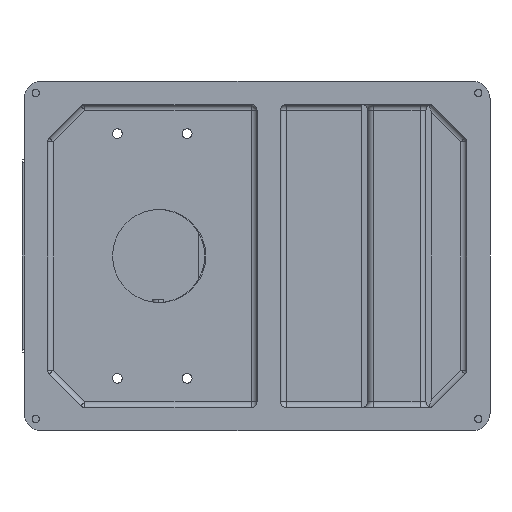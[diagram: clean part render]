
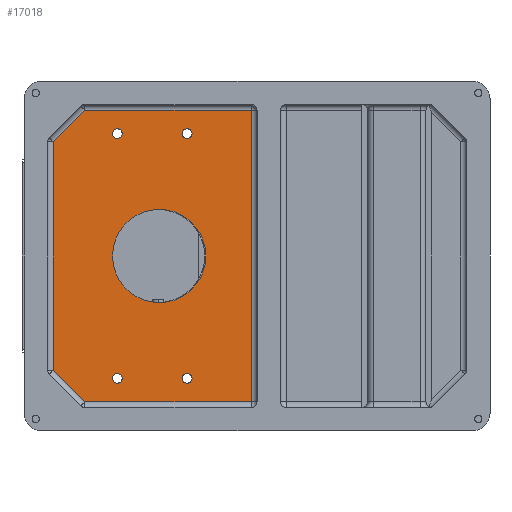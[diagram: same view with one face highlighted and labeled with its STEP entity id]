
A CAD part, front view. The second image highlights one B-rep face of the part: STEP entity #17018.
In plain terms, the highlighted planar face has unit normal (0, -1, 0).
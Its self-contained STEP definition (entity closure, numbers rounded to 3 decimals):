
#760 = VERTEX_POINT ( 'NONE', #54791 ) ;
#2190 = ORIENTED_EDGE ( 'NONE', *, *, #71818, .T. ) ;
#2711 = CARTESIAN_POINT ( 'NONE',  ( -43.133, 307.084, 515.053 ) ) ;
#3959 = DIRECTION ( 'NONE',  ( 0., -1., 0. ) ) ;
#4181 = AXIS2_PLACEMENT_3D ( 'NONE', #68382, #34011, #74139 ) ;
#4392 = CIRCLE ( 'NONE', #52117, 5.358 ) ;
#5226 = CARTESIAN_POINT ( 'NONE',  ( -44.993, 307.084, 513.193 ) ) ;
#6210 = FACE_BOUND ( 'NONE', #9380, .T. ) ;
#7297 = CARTESIAN_POINT ( 'NONE',  ( -43.133, 307.084, 263.683 ) ) ;
#8951 = EDGE_CURVE ( 'NONE', #35355, #33555, #53543, .T. ) ;
#9103 = EDGE_CURVE ( 'NONE', #27143, #12212, #61591, .T. ) ;
#9380 = EDGE_LOOP ( 'NONE', ( #25941, #27566 ) ) ;
#9382 = DIRECTION ( 'NONE',  ( 1., 0., 0. ) ) ;
#11003 = DIRECTION ( 'NONE',  ( -0.707, 0., -0.707 ) ) ;
#12212 = VERTEX_POINT ( 'NONE', #47016 ) ;
#12991 = ORIENTED_EDGE ( 'NONE', *, *, #73107, .T. ) ;
#13764 = DIRECTION ( 'NONE',  ( 0., 1., 0. ) ) ;
#13808 = DIRECTION ( 'NONE',  ( 0., 1., 0. ) ) ;
#14115 = CARTESIAN_POINT ( 'NONE',  ( 26.717, 307.084, 529.391 ) ) ;
#14312 = CARTESIAN_POINT ( 'NONE',  ( -8.753, 307.084, 549.433 ) ) ;
#14494 = CARTESIAN_POINT ( 'NONE',  ( 26.717, 307.084, 524.033 ) ) ;
#14827 = DIRECTION ( 'NONE',  ( 0., 1., 0. ) ) ;
#15621 = EDGE_CURVE ( 'NONE', #65564, #51913, #27033, .T. ) ;
#16212 = LINE ( 'NONE', #50634, #60197 ) ;
#16995 = DIRECTION ( 'NONE',  ( 0., 1., 0. ) ) ;
#17018 = ADVANCED_FACE ( 'NONE', ( #67306, #38600, #21466, #36802, #6210, #65489 ), #37410, .F. ) ;
#17560 = CARTESIAN_POINT ( 'NONE',  ( 102.917, 307.084, 262.691 ) ) ;
#20259 = DIRECTION ( 'NONE',  ( 0., 0., 1. ) ) ;
#20946 = AXIS2_PLACEMENT_3D ( 'NONE', #33197, #73336, #38968 ) ;
#21466 = FACE_BOUND ( 'NONE', #38971, .T. ) ;
#21676 = EDGE_CURVE ( 'NONE', #33555, #35355, #40097, .T. ) ;
#21685 = CIRCLE ( 'NONE', #59012, 5.358 ) ;
#22896 = DIRECTION ( 'NONE',  ( 0.707, 0., -0.707 ) ) ;
#23537 = VERTEX_POINT ( 'NONE', #45030 ) ;
#25941 = ORIENTED_EDGE ( 'NONE', *, *, #9103, .F. ) ;
#25992 = EDGE_CURVE ( 'NONE', #65184, #23537, #46996, .T. ) ;
#26058 = AXIS2_PLACEMENT_3D ( 'NONE', #38365, #3959, #44136 ) ;
#26916 = ORIENTED_EDGE ( 'NONE', *, *, #54239, .T. ) ;
#27033 = CIRCLE ( 'NONE', #30746, 5.358 ) ;
#27143 = VERTEX_POINT ( 'NONE', #71115 ) ;
#27241 = VERTEX_POINT ( 'NONE', #67305 ) ;
#27566 = ORIENTED_EDGE ( 'NONE', *, *, #51955, .F. ) ;
#28044 = VERTEX_POINT ( 'NONE', #70973 ) ;
#28136 = CARTESIAN_POINT ( 'NONE',  ( 172.767, 307.084, 555.783 ) ) ;
#28699 = VECTOR ( 'NONE', #64787, 1000. ) ;
#28784 = ORIENTED_EDGE ( 'NONE', *, *, #37814, .T. ) ;
#29520 = AXIS2_PLACEMENT_3D ( 'NONE', #48217, #13808, #53996 ) ;
#30746 = AXIS2_PLACEMENT_3D ( 'NONE', #14494, #54664, #20259 ) ;
#30950 = EDGE_LOOP ( 'NONE', ( #74227, #36398, #45728, #73466, #60533, #28784 ) ) ;
#31111 = LINE ( 'NONE', #5226, #32920 ) ;
#31721 = LINE ( 'NONE', #28136, #62251 ) ;
#31846 = DIRECTION ( 'NONE',  ( 0., 1., 0. ) ) ;
#31938 = CARTESIAN_POINT ( 'NONE',  ( 72.437, 307.084, 390.683 ) ) ;
#32920 = VECTOR ( 'NONE', #11003, 1000. ) ;
#33108 = EDGE_CURVE ( 'NONE', #45773, #60129, #43971, .T. ) ;
#33197 = CARTESIAN_POINT ( 'NONE',  ( 26.717, 307.084, 257.333 ) ) ;
#33355 = CARTESIAN_POINT ( 'NONE',  ( 26.717, 307.084, 257.333 ) ) ;
#33538 = CIRCLE ( 'NONE', #20946, 5.358 ) ;
#33555 = VERTEX_POINT ( 'NONE', #17560 ) ;
#33932 = DIRECTION ( 'NONE',  ( 0., 0., 1. ) ) ;
#34011 = DIRECTION ( 'NONE',  ( 0., 1., 0. ) ) ;
#35355 = VERTEX_POINT ( 'NONE', #64954 ) ;
#36398 = ORIENTED_EDGE ( 'NONE', *, *, #44000, .T. ) ;
#36579 = AXIS2_PLACEMENT_3D ( 'NONE', #66204, #31846, #71999 ) ;
#36682 = VERTEX_POINT ( 'NONE', #50297 ) ;
#36802 = FACE_BOUND ( 'NONE', #55307, .T. ) ;
#36988 = CIRCLE ( 'NONE', #52999, 50.8 ) ;
#37147 = VERTEX_POINT ( 'NONE', #61687 ) ;
#37336 = ORIENTED_EDGE ( 'NONE', *, *, #15621, .T. ) ;
#37410 = PLANE ( 'NONE',  #36579 ) ;
#37740 = DIRECTION ( 'NONE',  ( 0., 0., 1. ) ) ;
#37814 = EDGE_CURVE ( 'NONE', #23537, #760, #31721, .T. ) ;
#38296 = CARTESIAN_POINT ( 'NONE',  ( 179.117, 307.084, 231.933 ) ) ;
#38365 = CARTESIAN_POINT ( 'NONE',  ( 72.437, 307.084, 390.683 ) ) ;
#38600 = FACE_BOUND ( 'NONE', #63773, .T. ) ;
#38918 = EDGE_CURVE ( 'NONE', #37147, #28044, #65636, .T. ) ;
#38968 = DIRECTION ( 'NONE',  ( 0., 0., 1. ) ) ;
#38971 = EDGE_LOOP ( 'NONE', ( #12991, #61573 ) ) ;
#39133 = DIRECTION ( 'NONE',  ( 0., 0., 1. ) ) ;
#40097 = CIRCLE ( 'NONE', #29520, 5.358 ) ;
#43376 = VECTOR ( 'NONE', #9382, 1000. ) ;
#43971 = LINE ( 'NONE', #7297, #28699 ) ;
#44000 = EDGE_CURVE ( 'NONE', #65727, #45773, #31111, .T. ) ;
#44136 = DIRECTION ( 'NONE',  ( 0., 0., 1. ) ) ;
#45030 = CARTESIAN_POINT ( 'NONE',  ( 172.767, 307.084, 231.933 ) ) ;
#45062 = CARTESIAN_POINT ( 'NONE',  ( -43.133, 307.084, 266.313 ) ) ;
#45728 = ORIENTED_EDGE ( 'NONE', *, *, #33108, .T. ) ;
#45773 = VERTEX_POINT ( 'NONE', #2711 ) ;
#46019 = EDGE_LOOP ( 'NONE', ( #2190, #26916 ) ) ;
#46339 = CIRCLE ( 'NONE', #59571, 5.358 ) ;
#46996 = LINE ( 'NONE', #38296, #43376 ) ;
#47016 = CARTESIAN_POINT ( 'NONE',  ( 72.437, 307.084, 339.883 ) ) ;
#47824 = ORIENTED_EDGE ( 'NONE', *, *, #8951, .T. ) ;
#48184 = CARTESIAN_POINT ( 'NONE',  ( 102.917, 307.084, 257.333 ) ) ;
#48217 = CARTESIAN_POINT ( 'NONE',  ( 102.917, 307.084, 257.333 ) ) ;
#48248 = ORIENTED_EDGE ( 'NONE', *, *, #21676, .T. ) ;
#48539 = EDGE_CURVE ( 'NONE', #51913, #65564, #46339, .T. ) ;
#49261 = CARTESIAN_POINT ( 'NONE',  ( 102.917, 307.084, 524.033 ) ) ;
#50297 = CARTESIAN_POINT ( 'NONE',  ( 26.717, 307.084, 251.975 ) ) ;
#50552 = ORIENTED_EDGE ( 'NONE', *, *, #48539, .T. ) ;
#50634 = CARTESIAN_POINT ( 'NONE',  ( -11.383, 307.084, 549.433 ) ) ;
#51406 = CARTESIAN_POINT ( 'NONE',  ( 26.717, 307.084, 524.033 ) ) ;
#51913 = VERTEX_POINT ( 'NONE', #14115 ) ;
#51955 = EDGE_CURVE ( 'NONE', #12212, #27143, #36988, .T. ) ;
#52117 = AXIS2_PLACEMENT_3D ( 'NONE', #33355, #73496, #39133 ) ;
#52999 = AXIS2_PLACEMENT_3D ( 'NONE', #31938, #72098, #37740 ) ;
#53543 = CIRCLE ( 'NONE', #62135, 5.358 ) ;
#53954 = DIRECTION ( 'NONE',  ( 0., 0., 1. ) ) ;
#53996 = DIRECTION ( 'NONE',  ( 0., 0., 1. ) ) ;
#54239 = EDGE_CURVE ( 'NONE', #36682, #27241, #4392, .T. ) ;
#54664 = DIRECTION ( 'NONE',  ( 0., 1., 0. ) ) ;
#54791 = CARTESIAN_POINT ( 'NONE',  ( 172.767, 307.084, 549.433 ) ) ;
#54872 = EDGE_CURVE ( 'NONE', #60129, #65184, #67195, .T. ) ;
#54988 = DIRECTION ( 'NONE',  ( 0., 0., 1. ) ) ;
#55307 = EDGE_LOOP ( 'NONE', ( #50552, #37336 ) ) ;
#55537 = VECTOR ( 'NONE', #22896, 1000. ) ;
#57138 = DIRECTION ( 'NONE',  ( 0., 0., 1. ) ) ;
#57326 = CARTESIAN_POINT ( 'NONE',  ( -6.893, 307.084, 230.073 ) ) ;
#59012 = AXIS2_PLACEMENT_3D ( 'NONE', #49261, #14827, #54988 ) ;
#59571 = AXIS2_PLACEMENT_3D ( 'NONE', #51406, #16995, #57138 ) ;
#60129 = VERTEX_POINT ( 'NONE', #45062 ) ;
#60197 = VECTOR ( 'NONE', #73431, 1000. ) ;
#60533 = ORIENTED_EDGE ( 'NONE', *, *, #25992, .T. ) ;
#61573 = ORIENTED_EDGE ( 'NONE', *, *, #38918, .T. ) ;
#61591 = CIRCLE ( 'NONE', #26058, 50.8 ) ;
#61687 = CARTESIAN_POINT ( 'NONE',  ( 102.917, 307.084, 518.675 ) ) ;
#62135 = AXIS2_PLACEMENT_3D ( 'NONE', #48184, #13764, #53954 ) ;
#62225 = EDGE_CURVE ( 'NONE', #760, #65727, #16212, .T. ) ;
#62251 = VECTOR ( 'NONE', #33932, 1000. ) ;
#63055 = CARTESIAN_POINT ( 'NONE',  ( 26.717, 307.084, 518.675 ) ) ;
#63773 = EDGE_LOOP ( 'NONE', ( #48248, #47824 ) ) ;
#64626 = CARTESIAN_POINT ( 'NONE',  ( -8.753, 307.084, 231.933 ) ) ;
#64787 = DIRECTION ( 'NONE',  ( 0., 0., -1. ) ) ;
#64954 = CARTESIAN_POINT ( 'NONE',  ( 102.917, 307.084, 251.975 ) ) ;
#65184 = VERTEX_POINT ( 'NONE', #64626 ) ;
#65489 = FACE_OUTER_BOUND ( 'NONE', #30950, .T. ) ;
#65564 = VERTEX_POINT ( 'NONE', #63055 ) ;
#65636 = CIRCLE ( 'NONE', #4181, 5.358 ) ;
#65727 = VERTEX_POINT ( 'NONE', #14312 ) ;
#66204 = CARTESIAN_POINT ( 'NONE',  ( -74.883, 307.084, 200.183 ) ) ;
#67195 = LINE ( 'NONE', #57326, #55537 ) ;
#67305 = CARTESIAN_POINT ( 'NONE',  ( 26.717, 307.084, 262.691 ) ) ;
#67306 = FACE_BOUND ( 'NONE', #46019, .T. ) ;
#68382 = CARTESIAN_POINT ( 'NONE',  ( 102.917, 307.084, 524.033 ) ) ;
#70973 = CARTESIAN_POINT ( 'NONE',  ( 102.917, 307.084, 529.391 ) ) ;
#71115 = CARTESIAN_POINT ( 'NONE',  ( 72.437, 307.084, 441.483 ) ) ;
#71818 = EDGE_CURVE ( 'NONE', #27241, #36682, #33538, .T. ) ;
#71999 = DIRECTION ( 'NONE',  ( 0., 0., 1. ) ) ;
#72098 = DIRECTION ( 'NONE',  ( 0., -1., 0. ) ) ;
#73107 = EDGE_CURVE ( 'NONE', #28044, #37147, #21685, .T. ) ;
#73336 = DIRECTION ( 'NONE',  ( 0., 1., 0. ) ) ;
#73431 = DIRECTION ( 'NONE',  ( -1., 0., 0. ) ) ;
#73466 = ORIENTED_EDGE ( 'NONE', *, *, #54872, .T. ) ;
#73496 = DIRECTION ( 'NONE',  ( 0., 1., 0. ) ) ;
#74139 = DIRECTION ( 'NONE',  ( 0., 0., 1. ) ) ;
#74227 = ORIENTED_EDGE ( 'NONE', *, *, #62225, .T. ) ;
